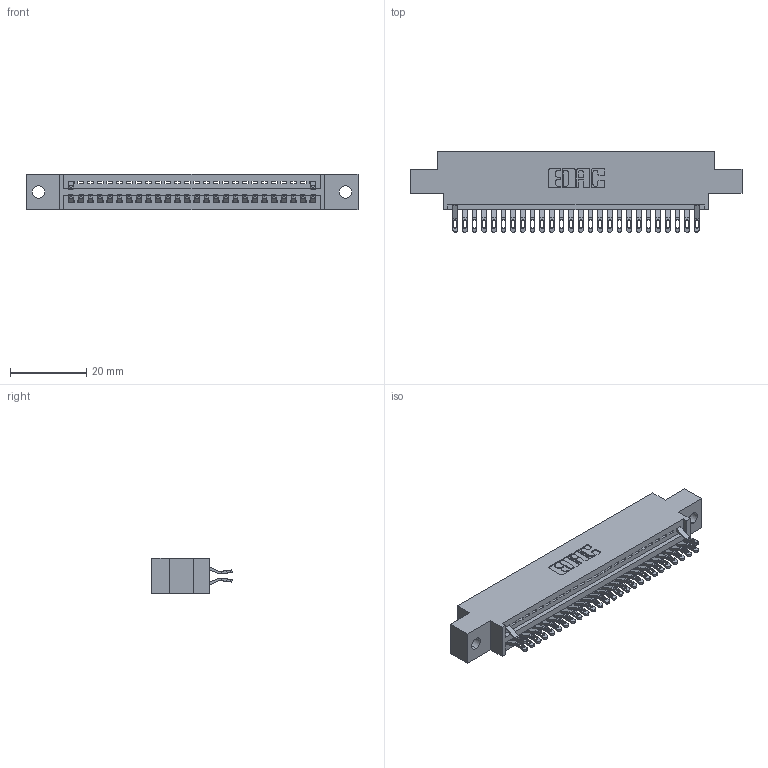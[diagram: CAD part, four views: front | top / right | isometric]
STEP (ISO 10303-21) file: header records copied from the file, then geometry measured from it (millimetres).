
FILE_DESCRIPTION (( 'STEP AP203' ), '1' );
FILE_NAME ('345-052-555-802.STEP', '2018-09-22T23:49:20', ( '' ), ( '' ), 'SwSTEP 2.0', 'SolidWorks 2016', '' );
FILE_SCHEMA (( 'CONFIG_CONTROL_DESIGN' ));
Length unit declared in the file: inch
Products named in the file (3): 345-292-001_555 Tail; 345-052-555-802; 345 Part_0.170 Offset - 0.128 Dia
Assembly tree (29 placements, depth 2):
  345-052-555-802
    345 Part_0.170 Offset - 0.128 Dia
    345-292-001_555 Tail  x28
Bounding box: 87.25 x 21.13 x 9.4 mm (x, y, z)
Volume: 8041.8 mm3; surface area: 10505.1 mm2
Topology: 29 solids, 29 shells, 1890 faces, 5957 edges, 3970 vertices
Faces by surface type: plane 1120, cylinder 770
Entity records: 22247 total; most frequent: CARTESIAN_POINT 3886, ORIENTED_EDGE 3814, DIRECTION 3387, EDGE_CURVE 1907, LINE 1651, VECTOR 1651, VERTEX_POINT 1270, AXIS2_PLACEMENT_3D 868
